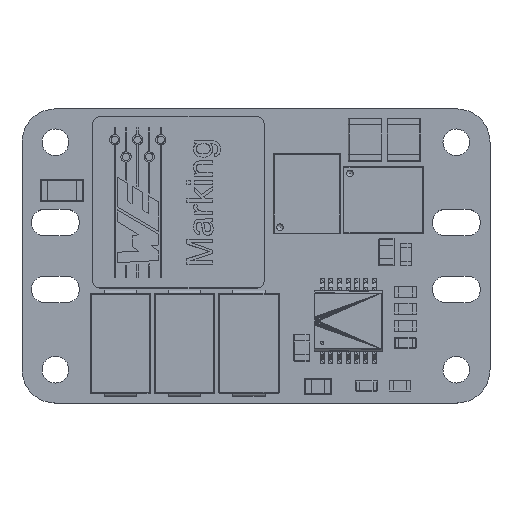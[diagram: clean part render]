
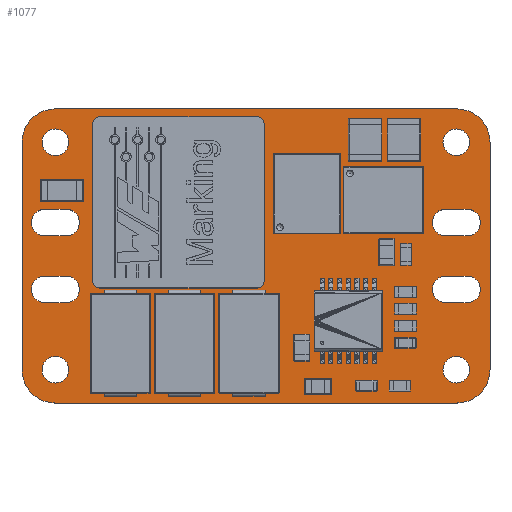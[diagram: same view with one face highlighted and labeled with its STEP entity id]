
A CAD part, top view. The second image highlights one B-rep face of the part: STEP entity #1077.
In plain terms, the highlighted planar face has unit normal (0, 0, 1).
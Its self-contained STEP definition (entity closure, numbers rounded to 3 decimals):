
#132 = VERTEX_POINT('',#133);
#133 = CARTESIAN_POINT('',(2.5,0.,1.686));
#139 = EDGE_CURVE('',#132,#140,#142,.T.);
#140 = VERTEX_POINT('',#141);
#141 = CARTESIAN_POINT('',(0.,2.5,1.686));
#142 = CIRCLE('',#143,2.499);
#143 = AXIS2_PLACEMENT_3D('',#144,#145,#146);
#144 = CARTESIAN_POINT('',(2.499,2.499,1.686));
#145 = DIRECTION('',(0.,0.,-1.));
#146 = DIRECTION('',(0.,-1.,0.));
#172 = EDGE_CURVE('',#140,#173,#175,.T.);
#173 = VERTEX_POINT('',#174);
#174 = CARTESIAN_POINT('',(0.,19.5,1.686));
#175 = LINE('',#176,#177);
#176 = CARTESIAN_POINT('',(0.,2.5,1.686));
#177 = VECTOR('',#178,1.);
#178 = DIRECTION('',(0.,1.,0.));
#203 = EDGE_CURVE('',#173,#204,#206,.T.);
#204 = VERTEX_POINT('',#205);
#205 = CARTESIAN_POINT('',(2.5,22.,1.686));
#206 = CIRCLE('',#207,2.499);
#207 = AXIS2_PLACEMENT_3D('',#208,#209,#210);
#208 = CARTESIAN_POINT('',(2.499,19.501,1.686));
#209 = DIRECTION('',(0.,0.,-1.));
#210 = DIRECTION('',(-1.,0.,0.));
#236 = EDGE_CURVE('',#204,#237,#239,.T.);
#237 = VERTEX_POINT('',#238);
#238 = CARTESIAN_POINT('',(32.5,22.,1.686));
#239 = LINE('',#240,#241);
#240 = CARTESIAN_POINT('',(2.5,22.,1.686));
#241 = VECTOR('',#242,1.);
#242 = DIRECTION('',(1.,0.,0.));
#267 = EDGE_CURVE('',#237,#268,#270,.T.);
#268 = VERTEX_POINT('',#269);
#269 = CARTESIAN_POINT('',(35.,19.5,1.686));
#270 = CIRCLE('',#271,2.499);
#271 = AXIS2_PLACEMENT_3D('',#272,#273,#274);
#272 = CARTESIAN_POINT('',(32.501,19.501,1.686));
#273 = DIRECTION('',(0.,0.,-1.));
#274 = DIRECTION('',(0.,1.,0.));
#300 = EDGE_CURVE('',#268,#301,#303,.T.);
#301 = VERTEX_POINT('',#302);
#302 = CARTESIAN_POINT('',(35.,2.5,1.686));
#303 = LINE('',#304,#305);
#304 = CARTESIAN_POINT('',(35.,19.5,1.686));
#305 = VECTOR('',#306,1.);
#306 = DIRECTION('',(0.,-1.,0.));
#331 = EDGE_CURVE('',#301,#332,#334,.T.);
#332 = VERTEX_POINT('',#333);
#333 = CARTESIAN_POINT('',(32.5,0.,1.686));
#334 = CIRCLE('',#335,2.499);
#335 = AXIS2_PLACEMENT_3D('',#336,#337,#338);
#336 = CARTESIAN_POINT('',(32.501,2.499,1.686));
#337 = DIRECTION('',(0.,0.,-1.));
#338 = DIRECTION('',(1.,0.,0.));
#364 = EDGE_CURVE('',#332,#132,#365,.T.);
#365 = LINE('',#366,#367);
#366 = CARTESIAN_POINT('',(32.5,0.,1.686));
#367 = VECTOR('',#368,1.);
#368 = DIRECTION('',(-1.,0.,0.));
#388 = VERTEX_POINT('',#389);
#389 = CARTESIAN_POINT('',(3.5,2.5,1.686));
#395 = EDGE_CURVE('',#388,#388,#396,.T.);
#396 = CIRCLE('',#397,1.);
#397 = AXIS2_PLACEMENT_3D('',#398,#399,#400);
#398 = CARTESIAN_POINT('',(2.5,2.5,1.686));
#399 = DIRECTION('',(0.,0.,1.));
#400 = DIRECTION('',(1.,0.,0.));
#421 = VERTEX_POINT('',#422);
#422 = CARTESIAN_POINT('',(1.7,9.5,1.686));
#428 = EDGE_CURVE('',#421,#429,#431,.T.);
#429 = VERTEX_POINT('',#430);
#430 = CARTESIAN_POINT('',(1.7,7.5,1.686));
#431 = CIRCLE('',#432,1.);
#432 = AXIS2_PLACEMENT_3D('',#433,#434,#435);
#433 = CARTESIAN_POINT('',(1.7,8.5,1.686));
#434 = DIRECTION('',(0.,0.,1.));
#435 = DIRECTION('',(0.,1.,0.));
#463 = VERTEX_POINT('',#464);
#464 = CARTESIAN_POINT('',(3.3,9.5,1.686));
#470 = EDGE_CURVE('',#463,#421,#471,.T.);
#471 = LINE('',#472,#473);
#472 = CARTESIAN_POINT('',(3.3,9.5,1.686));
#473 = VECTOR('',#474,1.);
#474 = DIRECTION('',(-1.,0.,0.));
#494 = VERTEX_POINT('',#495);
#495 = CARTESIAN_POINT('',(3.3,7.5,1.686));
#501 = EDGE_CURVE('',#494,#463,#502,.T.);
#502 = CIRCLE('',#503,1.);
#503 = AXIS2_PLACEMENT_3D('',#504,#505,#506);
#504 = CARTESIAN_POINT('',(3.3,8.5,1.686));
#505 = DIRECTION('',(0.,0.,1.));
#506 = DIRECTION('',(0.,-1.,0.));
#525 = EDGE_CURVE('',#429,#494,#526,.T.);
#526 = LINE('',#527,#528);
#527 = CARTESIAN_POINT('',(1.7,7.5,1.686));
#528 = VECTOR('',#529,1.);
#529 = DIRECTION('',(1.,0.,0.));
#549 = VERTEX_POINT('',#550);
#550 = CARTESIAN_POINT('',(3.5,19.5,1.686));
#556 = EDGE_CURVE('',#549,#549,#557,.T.);
#557 = CIRCLE('',#558,1.);
#558 = AXIS2_PLACEMENT_3D('',#559,#560,#561);
#559 = CARTESIAN_POINT('',(2.5,19.5,1.686));
#560 = DIRECTION('',(0.,0.,1.));
#561 = DIRECTION('',(1.,0.,0.));
#582 = VERTEX_POINT('',#583);
#583 = CARTESIAN_POINT('',(1.7,14.5,1.686));
#589 = EDGE_CURVE('',#582,#590,#592,.T.);
#590 = VERTEX_POINT('',#591);
#591 = CARTESIAN_POINT('',(1.7,12.5,1.686));
#592 = CIRCLE('',#593,1.);
#593 = AXIS2_PLACEMENT_3D('',#594,#595,#596);
#594 = CARTESIAN_POINT('',(1.7,13.5,1.686));
#595 = DIRECTION('',(0.,0.,1.));
#596 = DIRECTION('',(0.,1.,0.));
#624 = VERTEX_POINT('',#625);
#625 = CARTESIAN_POINT('',(3.3,14.5,1.686));
#631 = EDGE_CURVE('',#624,#582,#632,.T.);
#632 = LINE('',#633,#634);
#633 = CARTESIAN_POINT('',(3.3,14.5,1.686));
#634 = VECTOR('',#635,1.);
#635 = DIRECTION('',(-1.,0.,0.));
#655 = VERTEX_POINT('',#656);
#656 = CARTESIAN_POINT('',(3.3,12.5,1.686));
#662 = EDGE_CURVE('',#655,#624,#663,.T.);
#663 = CIRCLE('',#664,1.);
#664 = AXIS2_PLACEMENT_3D('',#665,#666,#667);
#665 = CARTESIAN_POINT('',(3.3,13.5,1.686));
#666 = DIRECTION('',(0.,0.,1.));
#667 = DIRECTION('',(0.,-1.,0.));
#686 = EDGE_CURVE('',#590,#655,#687,.T.);
#687 = LINE('',#688,#689);
#688 = CARTESIAN_POINT('',(1.7,12.5,1.686));
#689 = VECTOR('',#690,1.);
#690 = DIRECTION('',(1.,0.,0.));
#710 = VERTEX_POINT('',#711);
#711 = CARTESIAN_POINT('',(33.484,2.5,1.686));
#717 = EDGE_CURVE('',#710,#710,#718,.T.);
#718 = CIRCLE('',#719,1.);
#719 = AXIS2_PLACEMENT_3D('',#720,#721,#722);
#720 = CARTESIAN_POINT('',(32.484,2.5,1.686));
#721 = DIRECTION('',(0.,0.,1.));
#722 = DIRECTION('',(1.,0.,0.));
#743 = VERTEX_POINT('',#744);
#744 = CARTESIAN_POINT('',(31.684,9.5,1.686));
#750 = EDGE_CURVE('',#743,#751,#753,.T.);
#751 = VERTEX_POINT('',#752);
#752 = CARTESIAN_POINT('',(31.684,7.5,1.686));
#753 = CIRCLE('',#754,1.);
#754 = AXIS2_PLACEMENT_3D('',#755,#756,#757);
#755 = CARTESIAN_POINT('',(31.684,8.5,1.686));
#756 = DIRECTION('',(0.,0.,1.));
#757 = DIRECTION('',(0.,1.,0.));
#785 = VERTEX_POINT('',#786);
#786 = CARTESIAN_POINT('',(33.284,9.5,1.686));
#792 = EDGE_CURVE('',#785,#743,#793,.T.);
#793 = LINE('',#794,#795);
#794 = CARTESIAN_POINT('',(33.284,9.5,1.686));
#795 = VECTOR('',#796,1.);
#796 = DIRECTION('',(-1.,0.,0.));
#816 = VERTEX_POINT('',#817);
#817 = CARTESIAN_POINT('',(33.284,7.5,1.686));
#823 = EDGE_CURVE('',#816,#785,#824,.T.);
#824 = CIRCLE('',#825,1.);
#825 = AXIS2_PLACEMENT_3D('',#826,#827,#828);
#826 = CARTESIAN_POINT('',(33.284,8.5,1.686));
#827 = DIRECTION('',(0.,0.,1.));
#828 = DIRECTION('',(0.,-1.,0.));
#847 = EDGE_CURVE('',#751,#816,#848,.T.);
#848 = LINE('',#849,#850);
#849 = CARTESIAN_POINT('',(31.684,7.5,1.686));
#850 = VECTOR('',#851,1.);
#851 = DIRECTION('',(1.,0.,0.));
#871 = VERTEX_POINT('',#872);
#872 = CARTESIAN_POINT('',(33.484,19.5,1.686));
#878 = EDGE_CURVE('',#871,#871,#879,.T.);
#879 = CIRCLE('',#880,1.);
#880 = AXIS2_PLACEMENT_3D('',#881,#882,#883);
#881 = CARTESIAN_POINT('',(32.484,19.5,1.686));
#882 = DIRECTION('',(0.,0.,1.));
#883 = DIRECTION('',(1.,0.,0.));
#904 = VERTEX_POINT('',#905);
#905 = CARTESIAN_POINT('',(31.684,14.5,1.686));
#911 = EDGE_CURVE('',#904,#912,#914,.T.);
#912 = VERTEX_POINT('',#913);
#913 = CARTESIAN_POINT('',(31.684,12.5,1.686));
#914 = CIRCLE('',#915,1.);
#915 = AXIS2_PLACEMENT_3D('',#916,#917,#918);
#916 = CARTESIAN_POINT('',(31.684,13.5,1.686));
#917 = DIRECTION('',(0.,0.,1.));
#918 = DIRECTION('',(0.,1.,0.));
#946 = VERTEX_POINT('',#947);
#947 = CARTESIAN_POINT('',(33.284,14.5,1.686));
#953 = EDGE_CURVE('',#946,#904,#954,.T.);
#954 = LINE('',#955,#956);
#955 = CARTESIAN_POINT('',(33.284,14.5,1.686));
#956 = VECTOR('',#957,1.);
#957 = DIRECTION('',(-1.,0.,0.));
#977 = VERTEX_POINT('',#978);
#978 = CARTESIAN_POINT('',(33.284,12.5,1.686));
#984 = EDGE_CURVE('',#977,#946,#985,.T.);
#985 = CIRCLE('',#986,1.);
#986 = AXIS2_PLACEMENT_3D('',#987,#988,#989);
#987 = CARTESIAN_POINT('',(33.284,13.5,1.686));
#988 = DIRECTION('',(0.,0.,1.));
#989 = DIRECTION('',(0.,-1.,0.));
#1008 = EDGE_CURVE('',#912,#977,#1009,.T.);
#1009 = LINE('',#1010,#1011);
#1010 = CARTESIAN_POINT('',(31.684,12.5,1.686));
#1011 = VECTOR('',#1012,1.);
#1012 = DIRECTION('',(1.,0.,0.));
#1077 = ADVANCED_FACE('',(#1078,#1088,#1091,#1097,#1100,#1106,#1109,
    #1115,#1118),#1124,.T.);
#1078 = FACE_BOUND('',#1079,.F.);
#1079 = EDGE_LOOP('',(#1080,#1081,#1082,#1083,#1084,#1085,#1086,#1087));
#1080 = ORIENTED_EDGE('',*,*,#139,.T.);
#1081 = ORIENTED_EDGE('',*,*,#172,.T.);
#1082 = ORIENTED_EDGE('',*,*,#203,.T.);
#1083 = ORIENTED_EDGE('',*,*,#236,.T.);
#1084 = ORIENTED_EDGE('',*,*,#267,.T.);
#1085 = ORIENTED_EDGE('',*,*,#300,.T.);
#1086 = ORIENTED_EDGE('',*,*,#331,.T.);
#1087 = ORIENTED_EDGE('',*,*,#364,.T.);
#1088 = FACE_BOUND('',#1089,.T.);
#1089 = EDGE_LOOP('',(#1090));
#1090 = ORIENTED_EDGE('',*,*,#395,.F.);
#1091 = FACE_BOUND('',#1092,.T.);
#1092 = EDGE_LOOP('',(#1093,#1094,#1095,#1096));
#1093 = ORIENTED_EDGE('',*,*,#428,.F.);
#1094 = ORIENTED_EDGE('',*,*,#470,.F.);
#1095 = ORIENTED_EDGE('',*,*,#501,.F.);
#1096 = ORIENTED_EDGE('',*,*,#525,.F.);
#1097 = FACE_BOUND('',#1098,.T.);
#1098 = EDGE_LOOP('',(#1099));
#1099 = ORIENTED_EDGE('',*,*,#556,.F.);
#1100 = FACE_BOUND('',#1101,.T.);
#1101 = EDGE_LOOP('',(#1102,#1103,#1104,#1105));
#1102 = ORIENTED_EDGE('',*,*,#589,.F.);
#1103 = ORIENTED_EDGE('',*,*,#631,.F.);
#1104 = ORIENTED_EDGE('',*,*,#662,.F.);
#1105 = ORIENTED_EDGE('',*,*,#686,.F.);
#1106 = FACE_BOUND('',#1107,.T.);
#1107 = EDGE_LOOP('',(#1108));
#1108 = ORIENTED_EDGE('',*,*,#717,.F.);
#1109 = FACE_BOUND('',#1110,.T.);
#1110 = EDGE_LOOP('',(#1111,#1112,#1113,#1114));
#1111 = ORIENTED_EDGE('',*,*,#750,.F.);
#1112 = ORIENTED_EDGE('',*,*,#792,.F.);
#1113 = ORIENTED_EDGE('',*,*,#823,.F.);
#1114 = ORIENTED_EDGE('',*,*,#847,.F.);
#1115 = FACE_BOUND('',#1116,.T.);
#1116 = EDGE_LOOP('',(#1117));
#1117 = ORIENTED_EDGE('',*,*,#878,.F.);
#1118 = FACE_BOUND('',#1119,.T.);
#1119 = EDGE_LOOP('',(#1120,#1121,#1122,#1123));
#1120 = ORIENTED_EDGE('',*,*,#911,.F.);
#1121 = ORIENTED_EDGE('',*,*,#953,.F.);
#1122 = ORIENTED_EDGE('',*,*,#984,.F.);
#1123 = ORIENTED_EDGE('',*,*,#1008,.F.);
#1124 = PLANE('',#1125);
#1125 = AXIS2_PLACEMENT_3D('',#1126,#1127,#1128);
#1126 = CARTESIAN_POINT('',(2.5,0.,1.686));
#1127 = DIRECTION('',(0.,0.,1.));
#1128 = DIRECTION('',(1.,0.,0.));
